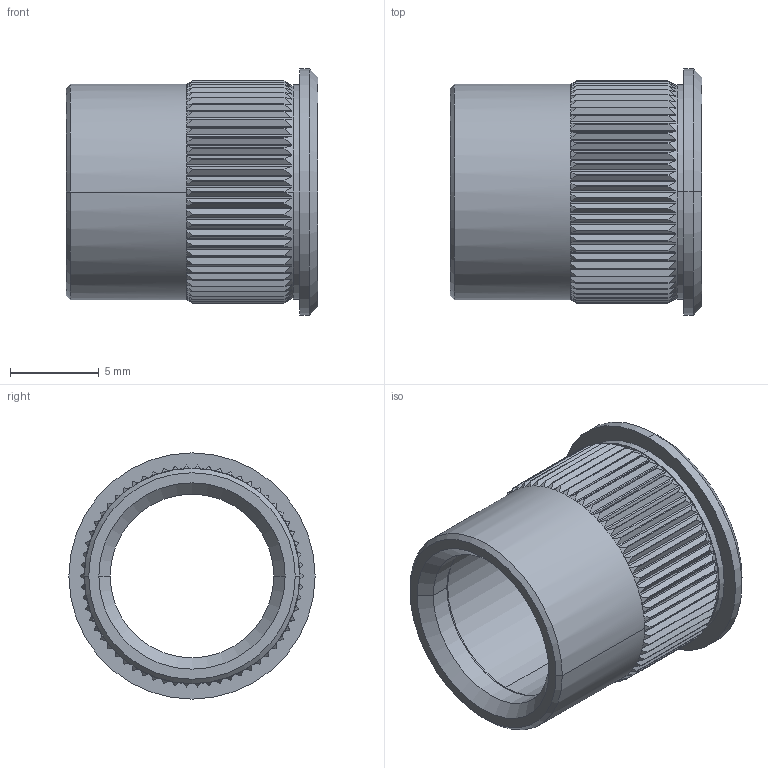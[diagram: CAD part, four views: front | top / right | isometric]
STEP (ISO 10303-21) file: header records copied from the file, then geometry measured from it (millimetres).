
FILE_DESCRIPTION((''),'2;1');
FILE_NAME('EBC1-0','2009-12-18T',('hhan'),('Tribotek, Inc.'),'PRO/ENGINEER BY PARAMETRIC TECHNOLOGY CORPORATION, 2006510','PRO/ENGINEER BY PARAMETRIC TECHNOLOGY CORPORATION, 2006510','');
FILE_SCHEMA(('CONFIG_CONTROL_DESIGN'));
Length unit declared in the file: inch
Products named in the file (1): EBC1-0
Bounding box: 14.2 x 13.88 x 13.88 mm (x, y, z)
Volume: 713.7 mm3; surface area: 1175.3 mm2
Topology: 1 solids, 1 shells, 460 faces, 1238 edges, 782 vertices
Faces by surface type: plane 314, cone 74, cylinder 72
Entity records: 15062 total; most frequent: CARTESIAN_POINT 3850, ORIENTED_EDGE 2476, DIRECTION 2194, EDGE_CURVE 1238, AXIS2_PLACEMENT_3D 806, VERTEX_POINT 782, VECTOR 582, LINE 582
